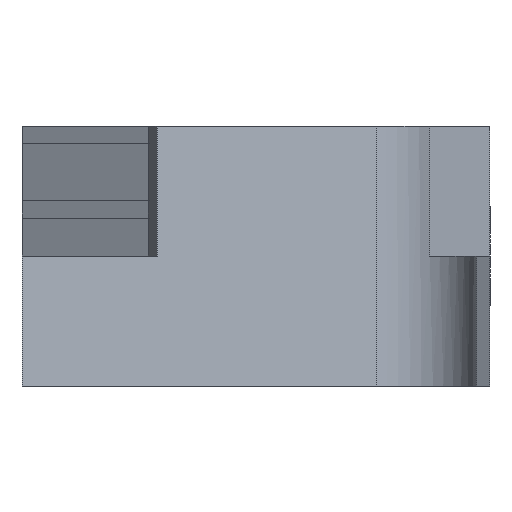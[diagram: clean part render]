
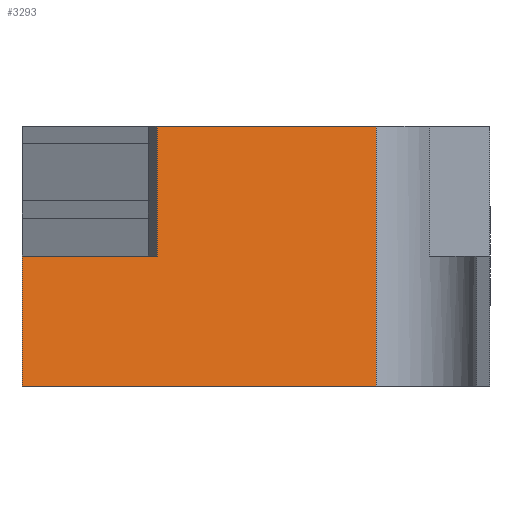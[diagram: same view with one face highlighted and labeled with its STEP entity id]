
A CAD part, left-side view. The second image highlights one B-rep face of the part: STEP entity #3293.
In plain terms, the highlighted planar face has unit normal (-0.866, -0.5, 0).
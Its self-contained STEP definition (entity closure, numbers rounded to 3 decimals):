
#296=FACE_OUTER_BOUND('',#477,.T.);
#477=EDGE_LOOP('',(#2324,#2325,#2326,#2327,#2328,#2329));
#726=LINE('',#5070,#1041);
#733=LINE('',#5087,#1048);
#766=LINE('',#5143,#1081);
#767=LINE('',#5146,#1082);
#768=LINE('',#5147,#1083);
#769=LINE('',#5148,#1084);
#1041=VECTOR('',#3714,58.397);
#1048=VECTOR('',#3727,94.397);
#1081=VECTOR('',#3780,30.);
#1082=VECTOR('',#3783,30.);
#1083=VECTOR('',#3784,36.);
#1084=VECTOR('',#3785,60.);
#1413=VERTEX_POINT('',#5067);
#1414=VERTEX_POINT('',#5069);
#1420=VERTEX_POINT('',#5084);
#1421=VERTEX_POINT('',#5086);
#1433=VERTEX_POINT('',#5139);
#1435=VERTEX_POINT('',#5145);
#1743=EDGE_CURVE('',#1414,#1413,#726,.T.);
#1752=EDGE_CURVE('',#1420,#1421,#733,.T.);
#1785=EDGE_CURVE('',#1433,#1421,#766,.T.);
#1786=EDGE_CURVE('',#1435,#1413,#767,.T.);
#1787=EDGE_CURVE('',#1433,#1435,#768,.T.);
#1788=EDGE_CURVE('',#1414,#1420,#769,.T.);
#2324=ORIENTED_EDGE('',*,*,#1786,.F.);
#2325=ORIENTED_EDGE('',*,*,#1787,.F.);
#2326=ORIENTED_EDGE('',*,*,#1785,.T.);
#2327=ORIENTED_EDGE('',*,*,#1752,.F.);
#2328=ORIENTED_EDGE('',*,*,#1788,.F.);
#2329=ORIENTED_EDGE('',*,*,#1743,.T.);
#3027=PLANE('',#3495);
#3293=ADVANCED_FACE('',(#296),#3027,.T.);
#3495=AXIS2_PLACEMENT_3D('',#5144,#3781,#3782);
#3714=DIRECTION('',(-0.5,0.866,0.));
#3727=DIRECTION('',(-0.5,0.866,0.));
#3780=DIRECTION('',(0.,0.,-1.));
#3781=DIRECTION('center_axis',(-0.866,-0.5,0.));
#3782=DIRECTION('ref_axis',(0.,0.,1.));
#3783=DIRECTION('',(0.,0.,1.));
#3784=DIRECTION('',(0.5,-0.866,0.));
#3785=DIRECTION('',(0.,0.,-1.));
#5067=CARTESIAN_POINT('',(-44.065,76.823,60.));
#5069=CARTESIAN_POINT('',(-14.867,26.25,60.));
#5070=CARTESIAN_POINT('',(-14.867,26.25,60.));
#5084=CARTESIAN_POINT('',(-14.867,26.25,0.));
#5086=CARTESIAN_POINT('',(-62.065,108.,0.));
#5087=CARTESIAN_POINT('',(-14.867,26.25,0.));
#5139=CARTESIAN_POINT('',(-62.065,108.,30.));
#5143=CARTESIAN_POINT('',(-62.065,108.,30.));
#5144=CARTESIAN_POINT('Origin',(-14.867,26.25,60.));
#5145=CARTESIAN_POINT('',(-44.065,76.823,30.));
#5146=CARTESIAN_POINT('',(-44.065,76.823,30.));
#5147=CARTESIAN_POINT('',(-62.065,108.,30.));
#5148=CARTESIAN_POINT('',(-14.867,26.25,60.));
